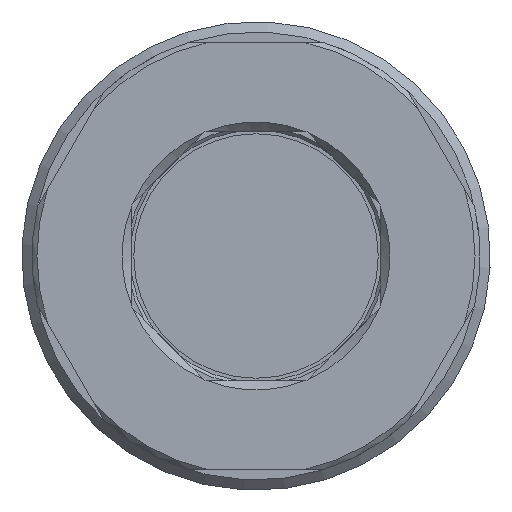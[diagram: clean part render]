
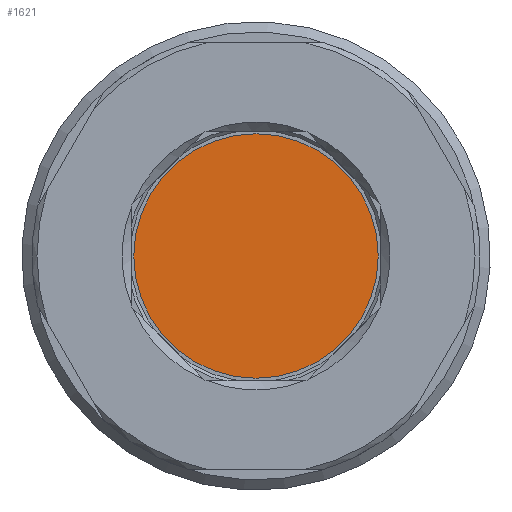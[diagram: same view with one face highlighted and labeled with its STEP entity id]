
A CAD part, left-side view. The second image highlights one B-rep face of the part: STEP entity #1621.
In plain terms, the highlighted planar face has unit normal (-1, 0, 0).
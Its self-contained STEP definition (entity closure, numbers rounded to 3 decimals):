
#210=PLANE('',#1739);
#244=FACE_OUTER_BOUND('',#339,.T.);
#339=EDGE_LOOP('',(#1120,#1121));
#617=CIRCLE('',#1737,6.);
#618=CIRCLE('',#1738,6.);
#716=VERTEX_POINT('',#2409);
#717=VERTEX_POINT('',#2411);
#876=EDGE_CURVE('',#717,#716,#617,.T.);
#877=EDGE_CURVE('',#716,#717,#618,.T.);
#1120=ORIENTED_EDGE('',*,*,#876,.T.);
#1121=ORIENTED_EDGE('',*,*,#877,.T.);
#1621=ADVANCED_FACE('',(#244),#210,.T.);
#1737=AXIS2_PLACEMENT_3D('',#2412,#1936,#1937);
#1738=AXIS2_PLACEMENT_3D('',#2413,#1938,#1939);
#1739=AXIS2_PLACEMENT_3D('',#2414,#1940,#1941);
#1936=DIRECTION('center_axis',(-1.,0.,0.));
#1937=DIRECTION('ref_axis',(0.,-1.,0.));
#1938=DIRECTION('center_axis',(-1.,0.,0.));
#1939=DIRECTION('ref_axis',(0.,-1.,0.));
#1940=DIRECTION('center_axis',(-1.,0.,0.));
#1941=DIRECTION('ref_axis',(0.,-1.,0.));
#2409=CARTESIAN_POINT('',(20.,6.,0.));
#2411=CARTESIAN_POINT('',(20.,-6.,0.));
#2412=CARTESIAN_POINT('Origin',(20.,0.,0.));
#2413=CARTESIAN_POINT('Origin',(20.,0.,0.));
#2414=CARTESIAN_POINT('Origin',(20.,0.,0.));
